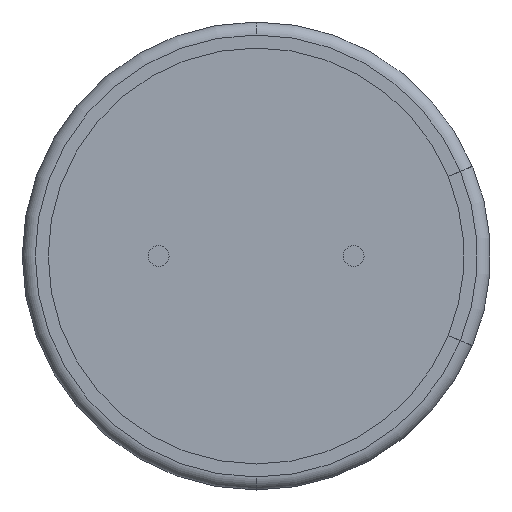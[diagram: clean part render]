
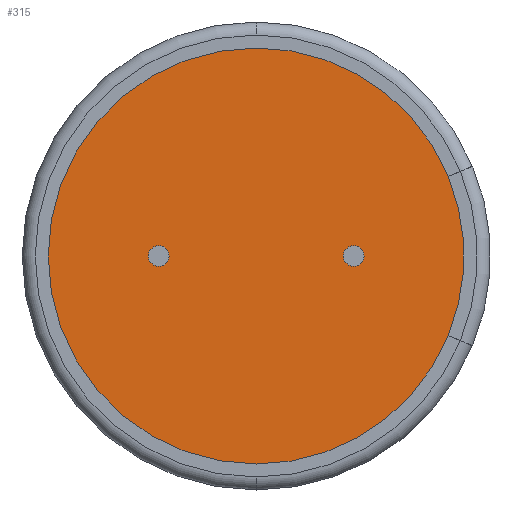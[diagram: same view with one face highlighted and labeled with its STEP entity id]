
A CAD part, front view. The second image highlights one B-rep face of the part: STEP entity #315.
In plain terms, the highlighted planar face has unit normal (0, -1, 0).
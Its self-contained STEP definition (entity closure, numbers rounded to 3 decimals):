
#103 = EDGE_CURVE ( 'NONE', #134, #128, #1017, .T. ) ;
#110 = VERTEX_POINT ( 'NONE', #1008 ) ;
#111 = VERTEX_POINT ( 'NONE', #1007 ) ;
#116 = EDGE_CURVE ( 'NONE', #111, #110, #1000, .T. ) ;
#128 = VERTEX_POINT ( 'NONE', #922 ) ;
#134 = VERTEX_POINT ( 'NONE', #920 ) ;
#150 = EDGE_CURVE ( 'NONE', #209, #316, #911, .T. ) ;
#151 = ORIENTED_EDGE ( 'NONE', *, *, #289, .T. ) ;
#152 = VERTEX_POINT ( 'NONE', #915 ) ;
#153 = ORIENTED_EDGE ( 'NONE', *, *, #375, .T. ) ;
#169 = EDGE_LOOP ( 'NONE', ( #224, #317, #153, #225, #223, #151 ) ) ;
#173 = VERTEX_POINT ( 'NONE', #1125 ) ;
#206 = VERTEX_POINT ( 'NONE', #1248 ) ;
#207 = VERTEX_POINT ( 'NONE', #1163 ) ;
#209 = VERTEX_POINT ( 'NONE', #1387 ) ;
#218 = EDGE_CURVE ( 'NONE', #207, #173, #1397, .T. ) ;
#223 = ORIENTED_EDGE ( 'NONE', *, *, #313, .T. ) ;
#224 = ORIENTED_EDGE ( 'NONE', *, *, #150, .F. ) ;
#225 = ORIENTED_EDGE ( 'NONE', *, *, #218, .T. ) ;
#287 = EDGE_LOOP ( 'NONE', ( #369, #293 ) ) ;
#288 = EDGE_CURVE ( 'NONE', #110, #111, #1530, .T. ) ;
#289 = EDGE_CURVE ( 'NONE', #152, #316, #1533, .T. ) ;
#293 = ORIENTED_EDGE ( 'NONE', *, *, #103, .F. ) ;
#313 = EDGE_CURVE ( 'NONE', #173, #152, #1607, .T. ) ;
#315 = ADVANCED_FACE ( 'NONE', ( #1612, #1649, #1716 ), #1660, .T. ) ;
#316 = VERTEX_POINT ( 'NONE', #1714 ) ;
#317 = ORIENTED_EDGE ( 'NONE', *, *, #318, .T. ) ;
#318 = EDGE_CURVE ( 'NONE', #209, #206, #1690, .T. ) ;
#356 = EDGE_LOOP ( 'NONE', ( #368, #370 ) ) ;
#366 = EDGE_CURVE ( 'NONE', #128, #134, #1877, .T. ) ;
#368 = ORIENTED_EDGE ( 'NONE', *, *, #288, .F. ) ;
#369 = ORIENTED_EDGE ( 'NONE', *, *, #366, .F. ) ;
#370 = ORIENTED_EDGE ( 'NONE', *, *, #116, .F. ) ;
#375 = EDGE_CURVE ( 'NONE', #206, #207, #1744, .T. ) ;
#867 = CARTESIAN_POINT ( 'NONE',  ( 3.75, 0.3, 0. ) ) ;
#911 = LINE ( 'NONE', #1034, #1033 ) ;
#915 = CARTESIAN_POINT ( 'NONE',  ( 7.381, 0.3, -3.061 ) ) ;
#920 = CARTESIAN_POINT ( 'NONE',  ( 3.75, 0.3, -0.4 ) ) ;
#922 = CARTESIAN_POINT ( 'NONE',  ( 3.75, 0.3, 0.4 ) ) ;
#987 = DIRECTION ( 'NONE',  ( 0., 0., -1. ) ) ;
#988 = DIRECTION ( 'NONE',  ( 0., -1., 0. ) ) ;
#989 = CARTESIAN_POINT ( 'NONE',  ( -3.75, 0.3, 0. ) ) ;
#990 = AXIS2_PLACEMENT_3D ( 'NONE', #989, #988, #987 ) ;
#1000 = CIRCLE ( 'NONE', #990, 0.4 ) ;
#1007 = CARTESIAN_POINT ( 'NONE',  ( -3.75, 0.3, -0.4 ) ) ;
#1008 = CARTESIAN_POINT ( 'NONE',  ( -3.75, 0.3, 0.4 ) ) ;
#1014 = DIRECTION ( 'NONE',  ( 0., 0., 1. ) ) ;
#1015 = DIRECTION ( 'NONE',  ( 0., -1., 0. ) ) ;
#1016 = AXIS2_PLACEMENT_3D ( 'NONE', #867, #1015, #1014 ) ;
#1017 = CIRCLE ( 'NONE', #1016, 0.4 ) ;
#1032 = DIRECTION ( 'NONE',  ( -0.924, 0., -0.383 ) ) ;
#1033 = VECTOR ( 'NONE', #1032, 1000. ) ;
#1034 = CARTESIAN_POINT ( 'NONE',  ( -0.001, 0.3, 0.004 ) ) ;
#1125 = CARTESIAN_POINT ( 'NONE',  ( 7.39, 0.3, -3.065 ) ) ;
#1163 = CARTESIAN_POINT ( 'NONE',  ( 0., 0.3, -8. ) ) ;
#1248 = CARTESIAN_POINT ( 'NONE',  ( 0., 0.3, 8. ) ) ;
#1367 = DIRECTION ( 'NONE',  ( 0., 0., -1. ) ) ;
#1368 = DIRECTION ( 'NONE',  ( 0., -1., 0. ) ) ;
#1373 = AXIS2_PLACEMENT_3D ( 'NONE', #1389, #1368, #1367 ) ;
#1387 = CARTESIAN_POINT ( 'NONE',  ( 7.39, 0.3, 3.065 ) ) ;
#1389 = CARTESIAN_POINT ( 'NONE',  ( 0., 0.3, 0. ) ) ;
#1397 = CIRCLE ( 'NONE', #1373, 8. ) ;
#1519 = DIRECTION ( 'NONE',  ( 0., -1., 0. ) ) ;
#1520 = CARTESIAN_POINT ( 'NONE',  ( -3.75, 0.3, 0. ) ) ;
#1525 = AXIS2_PLACEMENT_3D ( 'NONE', #1520, #1519, #1576 ) ;
#1530 = CIRCLE ( 'NONE', #1525, 0.4 ) ;
#1533 = CIRCLE ( 'NONE', #1572, 8. ) ;
#1555 = AXIS2_PLACEMENT_3D ( 'NONE', #1693, #1692, #1691 ) ;
#1569 = DIRECTION ( 'NONE',  ( 0., 0., -1. ) ) ;
#1570 = DIRECTION ( 'NONE',  ( 0., -1., 0. ) ) ;
#1571 = CARTESIAN_POINT ( 'NONE',  ( -0.01, 0.3, 0. ) ) ;
#1572 = AXIS2_PLACEMENT_3D ( 'NONE', #1571, #1570, #1569 ) ;
#1576 = DIRECTION ( 'NONE',  ( 0., 0., -1. ) ) ;
#1606 = CARTESIAN_POINT ( 'NONE',  ( -0.001, 0.3, -0.004 ) ) ;
#1607 = LINE ( 'NONE', #1606, #1718 ) ;
#1612 = FACE_OUTER_BOUND ( 'NONE', #169, .T. ) ;
#1649 = FACE_BOUND ( 'NONE', #356, .T. ) ;
#1660 = PLANE ( 'NONE',  #1555 ) ;
#1686 = DIRECTION ( 'NONE',  ( 0., 0., -1. ) ) ;
#1687 = DIRECTION ( 'NONE',  ( 0., -1., 0. ) ) ;
#1688 = CARTESIAN_POINT ( 'NONE',  ( 0., 0.3, 0. ) ) ;
#1689 = AXIS2_PLACEMENT_3D ( 'NONE', #1688, #1687, #1686 ) ;
#1690 = CIRCLE ( 'NONE', #1689, 8. ) ;
#1691 = DIRECTION ( 'NONE',  ( 0., 0., -1. ) ) ;
#1692 = DIRECTION ( 'NONE',  ( 0., -1., 0. ) ) ;
#1693 = CARTESIAN_POINT ( 'NONE',  ( 0., 0.3, 0. ) ) ;
#1714 = CARTESIAN_POINT ( 'NONE',  ( 7.381, 0.3, 3.061 ) ) ;
#1716 = FACE_BOUND ( 'NONE', #287, .T. ) ;
#1717 = DIRECTION ( 'NONE',  ( -0.924, 0., 0.383 ) ) ;
#1718 = VECTOR ( 'NONE', #1717, 1000. ) ;
#1738 = DIRECTION ( 'NONE',  ( 0., 0., -1. ) ) ;
#1739 = DIRECTION ( 'NONE',  ( 0., -1., 0. ) ) ;
#1740 = CARTESIAN_POINT ( 'NONE',  ( 0., 0.3, 0. ) ) ;
#1741 = AXIS2_PLACEMENT_3D ( 'NONE', #1740, #1739, #1738 ) ;
#1744 = CIRCLE ( 'NONE', #1741, 8. ) ;
#1871 = DIRECTION ( 'NONE',  ( 0., 0., 1. ) ) ;
#1872 = DIRECTION ( 'NONE',  ( 0., -1., 0. ) ) ;
#1873 = CARTESIAN_POINT ( 'NONE',  ( 3.75, 0.3, 0. ) ) ;
#1874 = AXIS2_PLACEMENT_3D ( 'NONE', #1873, #1872, #1871 ) ;
#1877 = CIRCLE ( 'NONE', #1874, 0.4 ) ;
